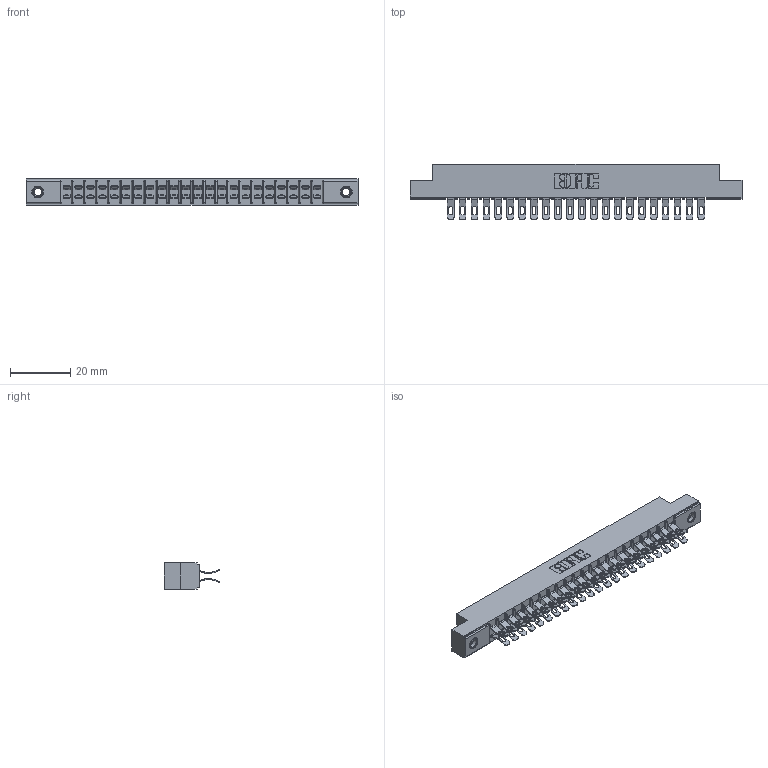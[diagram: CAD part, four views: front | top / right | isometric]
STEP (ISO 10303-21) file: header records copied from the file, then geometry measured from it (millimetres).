
FILE_DESCRIPTION (( 'STEP AP203' ), '1' );
FILE_NAME ('305-044-555-507.STEP', '2019-09-09T20:10:22', ( '' ), ( '' ), 'SwSTEP 2.0', 'SolidWorks 2016', '' );
FILE_SCHEMA (( 'CONFIG_CONTROL_DESIGN' ));
Length unit declared in the file: inch
Products named in the file (4): 305-290-001_555; 345-250-001_345-250-005-103; 305 Part_.156 Dia; 305-044-555-507
Assembly tree (47 placements, depth 2):
  305-044-555-507
    305 Part_.156 Dia
    305-290-001_555  x44
    345-250-001_345-250-005-103  x2
Bounding box: 110.19 x 18.41 x 8.71 mm (x, y, z)
Volume: 6719.2 mm3; surface area: 14160.9 mm2
Topology: 47 solids, 47 shells, 3080 faces, 9142 edges, 5968 vertices
Faces by surface type: plane 1508, cylinder 1468, sphere 88, cone 12, torus 4
Entity records: 28064 total; most frequent: CARTESIAN_POINT 4645, ORIENTED_EDGE 4592, DIRECTION 4514, EDGE_CURVE 2296, LINE 1812, VECTOR 1812, VERTEX_POINT 1466, AXIS2_PLACEMENT_3D 1351
